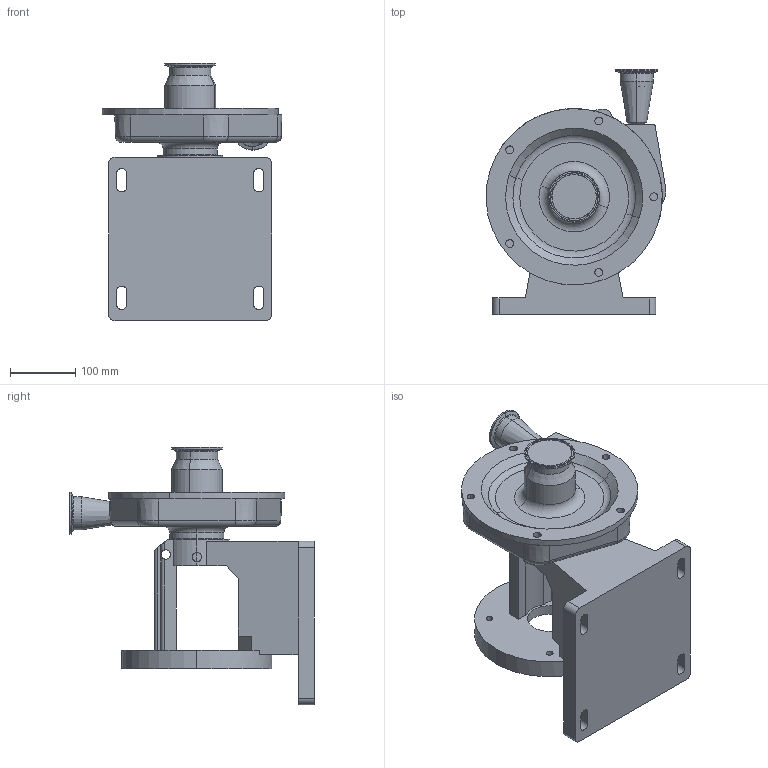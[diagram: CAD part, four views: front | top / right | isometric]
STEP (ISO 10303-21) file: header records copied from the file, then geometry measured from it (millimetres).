
FILE_DESCRIPTION (( 'STEP AP214' ), '1' );
FILE_NAME ('FP 740 180TC VERTICAL.STEP', '2010-02-24T20:32:39', ( ' ' ), ( '' ), 'SwSTEP 2.0', 'SolidWorks 2010', '' );
FILE_SCHEMA (( 'AUTOMOTIVE_DESIGN' ));
Length unit declared in the file: millimetre
Products named in the file (2): FP 740 180TC VERTICAL^1275000109; FP 740 180TC VERTICAL
Assembly tree (1 placements, depth 2):
  FP 740 180TC VERTICAL
    FP 740 180TC VERTICAL^1275000109
Bounding box: 275.45 x 375 x 394 mm (x, y, z)
Volume: 7584794.3 mm3; surface area: 659201.6 mm2
Topology: 1 solids, 2 shells, 251 faces, 647 edges, 406 vertices
Faces by surface type: cylinder 101, plane 79, cone 37, torus 32, bspline 1, sphere 1
Entity records: 8261 total; most frequent: CARTESIAN_POINT 1805, DIRECTION 1450, ORIENTED_EDGE 1294, EDGE_CURVE 647, AXIS2_PLACEMENT_3D 570, VERTEX_POINT 406, CIRCLE 316, LINE 310
